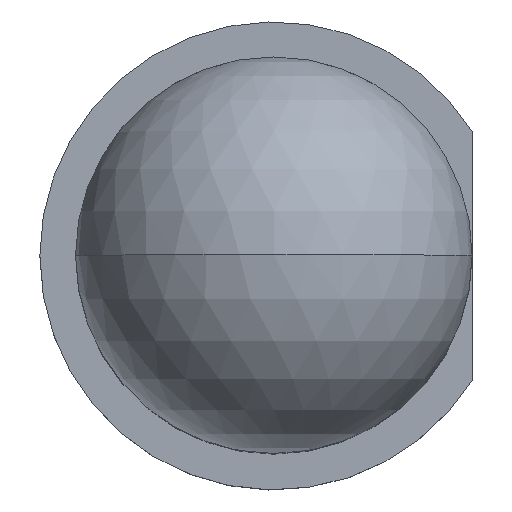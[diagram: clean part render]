
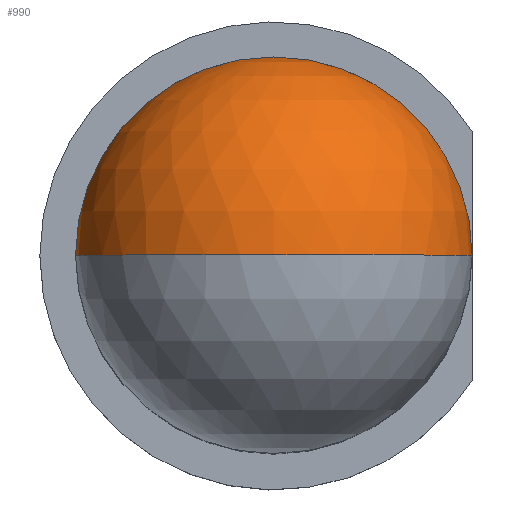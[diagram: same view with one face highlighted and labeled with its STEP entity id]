
A CAD part, top view. The second image highlights one B-rep face of the part: STEP entity #990.
In plain terms, the highlighted spherical face has radius 2.5 mm.
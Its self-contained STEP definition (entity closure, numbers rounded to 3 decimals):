
#7 = CIRCLE ( 'NONE', #1130, 2.5 ) ;
#26 = CARTESIAN_POINT ( 'NONE',  ( 0., 0., 6.1 ) ) ;
#92 = CARTESIAN_POINT ( 'NONE',  ( 2.5, 0., 6.1 ) ) ;
#160 = EDGE_CURVE ( 'NONE', #1566, #1330, #1329, .T. ) ;
#305 = DIRECTION ( 'NONE',  ( 0., -1., 0. ) ) ;
#325 = CIRCLE ( 'NONE', #869, 2.5 ) ;
#482 = CARTESIAN_POINT ( 'NONE',  ( 0., 0., 8.6 ) ) ;
#500 = DIRECTION ( 'NONE',  ( 0., 0., -1. ) ) ;
#503 = EDGE_CURVE ( 'NONE', #1330, #633, #7, .T. ) ;
#520 = DIRECTION ( 'NONE',  ( -1., 0., 0. ) ) ;
#538 = CARTESIAN_POINT ( 'NONE',  ( 0., 0., 6.1 ) ) ;
#545 = SPHERICAL_SURFACE ( 'NONE', #1011, 2.5 ) ;
#546 = EDGE_LOOP ( 'NONE', ( #1382, #1525, #1296 ) ) ;
#633 = VERTEX_POINT ( 'NONE', #482 ) ;
#649 = DIRECTION ( 'NONE',  ( -1., 0., 0. ) ) ;
#792 = DIRECTION ( 'NONE',  ( 0., 1., 0. ) ) ;
#869 = AXIS2_PLACEMENT_3D ( 'NONE', #538, #1268, #520 ) ;
#871 = CARTESIAN_POINT ( 'NONE',  ( -2.5, 0., 6.1 ) ) ;
#990 = ADVANCED_FACE ( 'NONE', ( #1363 ), #545, .T. ) ;
#1011 = AXIS2_PLACEMENT_3D ( 'NONE', #1276, #792, #1287 ) ;
#1130 = AXIS2_PLACEMENT_3D ( 'NONE', #26, #305, #1396 ) ;
#1144 = EDGE_CURVE ( 'NONE', #1566, #633, #325, .T. ) ;
#1266 = CARTESIAN_POINT ( 'NONE',  ( 0., 0., 6.1 ) ) ;
#1268 = DIRECTION ( 'NONE',  ( 0., 1., 0. ) ) ;
#1276 = CARTESIAN_POINT ( 'NONE',  ( 0., 0., 6.1 ) ) ;
#1285 = AXIS2_PLACEMENT_3D ( 'NONE', #1266, #500, #649 ) ;
#1287 = DIRECTION ( 'NONE',  ( 1., 0., 0. ) ) ;
#1296 = ORIENTED_EDGE ( 'NONE', *, *, #503, .F. ) ;
#1329 = CIRCLE ( 'NONE', #1285, 2.5 ) ;
#1330 = VERTEX_POINT ( 'NONE', #92 ) ;
#1363 = FACE_OUTER_BOUND ( 'NONE', #546, .T. ) ;
#1382 = ORIENTED_EDGE ( 'NONE', *, *, #160, .F. ) ;
#1396 = DIRECTION ( 'NONE',  ( 0., 0., -1. ) ) ;
#1525 = ORIENTED_EDGE ( 'NONE', *, *, #1144, .T. ) ;
#1566 = VERTEX_POINT ( 'NONE', #871 ) ;
